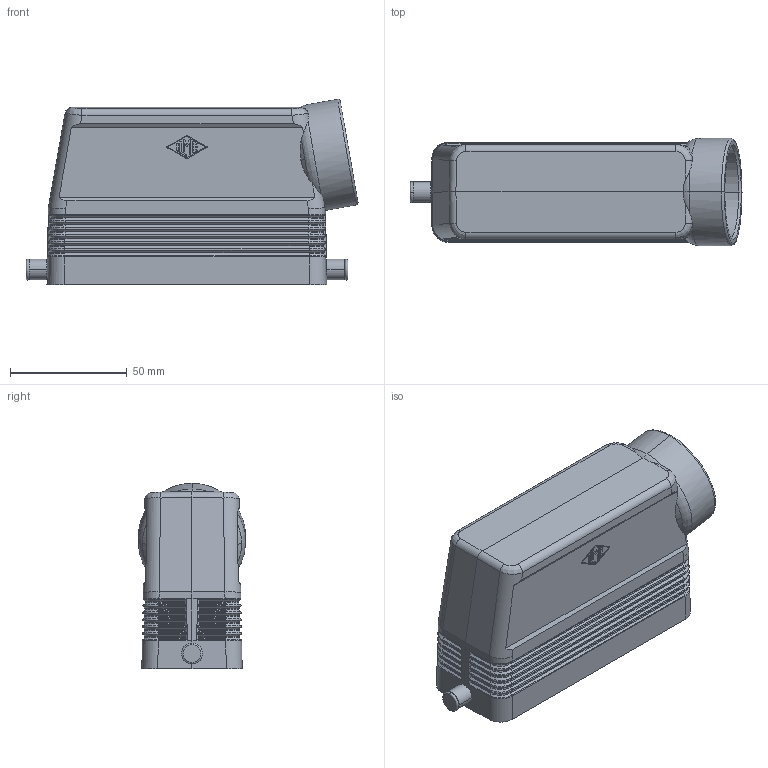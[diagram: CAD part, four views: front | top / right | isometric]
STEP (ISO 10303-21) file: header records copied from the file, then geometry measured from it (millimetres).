
FILE_DESCRIPTION(('CoCreate Modeling STEP Export'),'2;1');
FILE_NAME('MAO 24 L40.stp','2008-11-20T10:23:27',(''),(''),'CoCreate Modeling STEP processor for AP214 (Solid Model)','CoCreate Modeling 16.00A 16-Aug-2008 (C) Parametric Technology GmbH','');
FILE_SCHEMA(('AUTOMOTIVE_DESIGN { 1 0 10303 214 1 1 1 1 }'));
Length unit declared in the file: millimetre
Products named in the file (2): MAO_24_L40
Assembly tree (1 placements, depth 2):
  MAO_24_L40
    MAO_24_L40
Bounding box: 142.34 x 46 x 79.49 mm (x, y, z)
Volume: 77265.8 mm3; surface area: 57297.2 mm2
Topology: 1 solids, 1 shells, 570 faces, 1559 edges, 1008 vertices
Faces by surface type: plane 225, cylinder 193, cone 86, revolution 52, torus 10, bspline 4
Entity records: 23696 total; most frequent: CARTESIAN_POINT 6291, ORIENTED_EDGE 3118, DIRECTION 2369, EDGE_CURVE 1559, VERTEX_POINT 1008, VECTOR 815, LINE 815, AXIS2_PLACEMENT_3D 751
